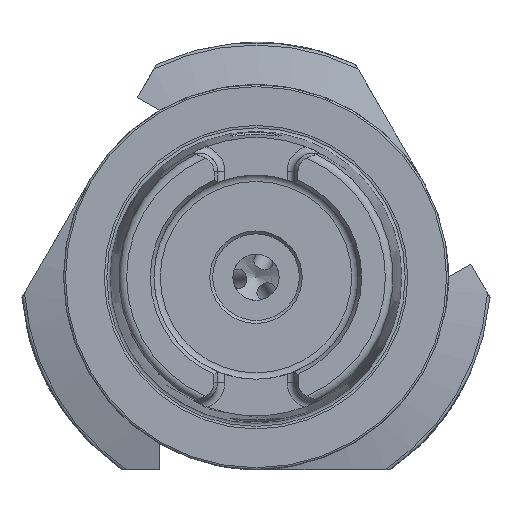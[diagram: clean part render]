
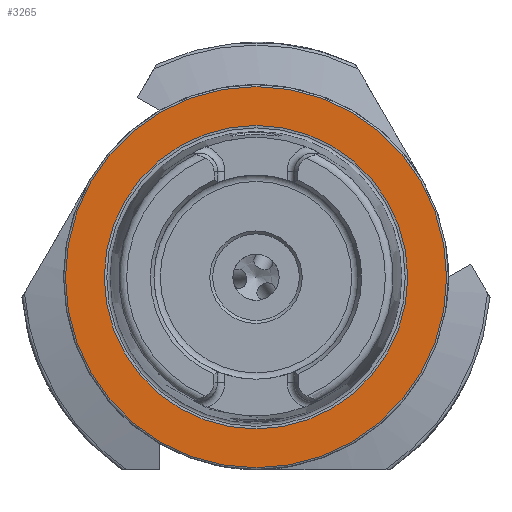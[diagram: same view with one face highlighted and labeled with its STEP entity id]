
A CAD part, left-side view. The second image highlights one B-rep face of the part: STEP entity #3265.
In plain terms, the highlighted planar face has unit normal (-1, 0, 0).
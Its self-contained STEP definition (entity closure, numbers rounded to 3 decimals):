
#371 = EDGE_LOOP ( 'NONE', ( #8908 ) ) ;
#884 = PLANE ( 'NONE',  #7625 ) ;
#1283 = VERTEX_POINT ( 'NONE', #1871 ) ;
#1375 = FACE_BOUND ( 'NONE', #1451, .T. ) ;
#1451 = EDGE_LOOP ( 'NONE', ( #9191 ) ) ;
#1573 = CARTESIAN_POINT ( 'NONE',  ( 0., 0., 0. ) ) ;
#1623 = DIRECTION ( 'NONE',  ( 1., 0., 0. ) ) ;
#1871 = CARTESIAN_POINT ( 'NONE',  ( 0., 0., 39.405 ) ) ;
#2296 = CARTESIAN_POINT ( 'NONE',  ( 0., 0., 0. ) ) ;
#2324 = DIRECTION ( 'NONE',  ( 0., 0., 1. ) ) ;
#2701 = EDGE_CURVE ( 'NONE', #1283, #1283, #9413, .T. ) ;
#2897 = FACE_OUTER_BOUND ( 'NONE', #371, .T. ) ;
#3056 = DIRECTION ( 'NONE',  ( -1., 0., 0. ) ) ;
#3172 = CARTESIAN_POINT ( 'NONE',  ( 0., 49.5, 0. ) ) ;
#3187 = DIRECTION ( 'NONE',  ( 0., 0., 1. ) ) ;
#3265 = ADVANCED_FACE ( 'NONE', ( #1375, #2897 ), #884, .F. ) ;
#5085 = CARTESIAN_POINT ( 'NONE',  ( 0., 0., 49.5 ) ) ;
#6050 = CIRCLE ( 'NONE', #6660, 49.5 ) ;
#6660 = AXIS2_PLACEMENT_3D ( 'NONE', #2296, #3056, #2324 ) ;
#6790 = EDGE_CURVE ( 'NONE', #9441, #9441, #6050, .T. ) ;
#7072 = AXIS2_PLACEMENT_3D ( 'NONE', #1573, #8293, #3187 ) ;
#7625 = AXIS2_PLACEMENT_3D ( 'NONE', #3172, #1623, #9017 ) ;
#8293 = DIRECTION ( 'NONE',  ( -1., 0., 0. ) ) ;
#8908 = ORIENTED_EDGE ( 'NONE', *, *, #6790, .T. ) ;
#9017 = DIRECTION ( 'NONE',  ( 0., 0., -1. ) ) ;
#9191 = ORIENTED_EDGE ( 'NONE', *, *, #2701, .F. ) ;
#9413 = CIRCLE ( 'NONE', #7072, 39.405 ) ;
#9441 = VERTEX_POINT ( 'NONE', #5085 ) ;
